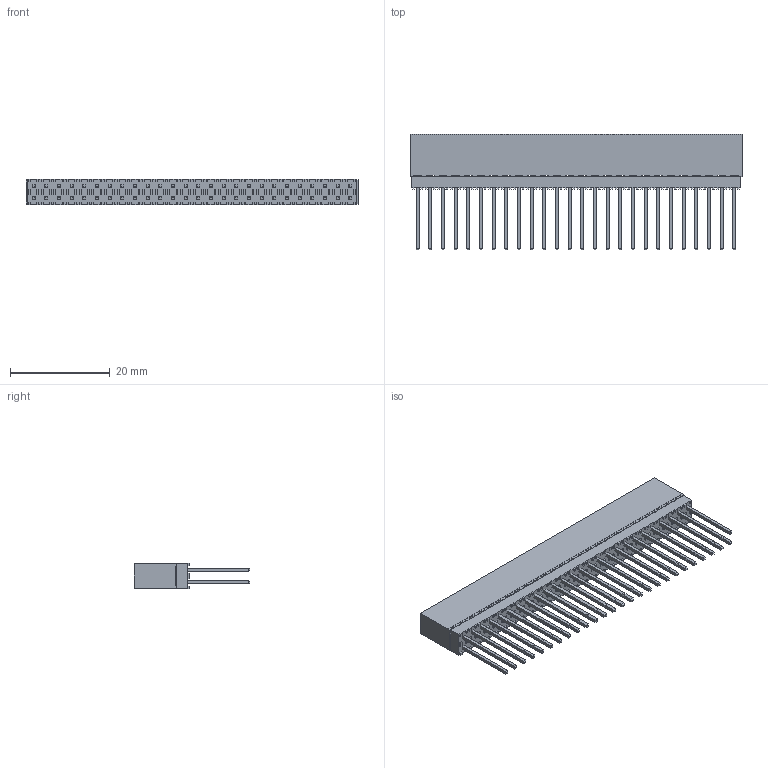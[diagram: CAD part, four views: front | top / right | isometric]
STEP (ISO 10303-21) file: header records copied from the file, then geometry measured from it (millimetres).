
FILE_DESCRIPTION(/* description */ ('STEP AP214'),/* implementation_level */ '2;1');
FILE_NAME(/* name */ 'ESQ-126-14-G-D-002',/* time_stamp */ '2025-08-04T11:45:18+02:00',/* author */ ('License CC BY-ND 4.0'),/* organization */ ('CADENAS'),/* preprocessor_version */ 'ST-DEVELOPER v19.3',/* originating_system */ 'PARTsolutions',/* authorisation */ ' ');
FILE_SCHEMA (('AUTOMOTIVE_DESIGN {1 0 10303 214 3 1 1}'));
Length unit declared in the file: inch
Products named in the file (5): ESQ-126-14-G-D-002; ESQ-126-14-G-D-002_socket; ESQ-126-14-G-D-002_pins; ESQ-126-14-G-D-0022_pins; ESQ-126-14-G-D-LL_bpins
Assembly tree (4 placements, depth 2):
  ESQ-126-14-G-D-002
    ESQ-126-14-G-D-002_socket
    ESQ-126-14-G-D-002_pins
    ESQ-126-14-G-D-0022_pins
    ESQ-126-14-G-D-LL_bpins
Bounding box: 66.55 x 23.24 x 5.08 mm (x, y, z)
Volume: 3672.9 mm3; surface area: 7820.8 mm2
Topology: 4 solids, 5 shells, 2213 faces, 5780 edges, 3784 vertices
Faces by surface type: plane 2161, cylinder 52
Entity records: 66402 total; most frequent: CARTESIAN_POINT 11782, ORIENTED_EDGE 11560, DIRECTION 10320, EDGE_CURVE 5780, LINE 5676, VECTOR 5676, VERTEX_POINT 3784, EDGE_LOOP 2420
